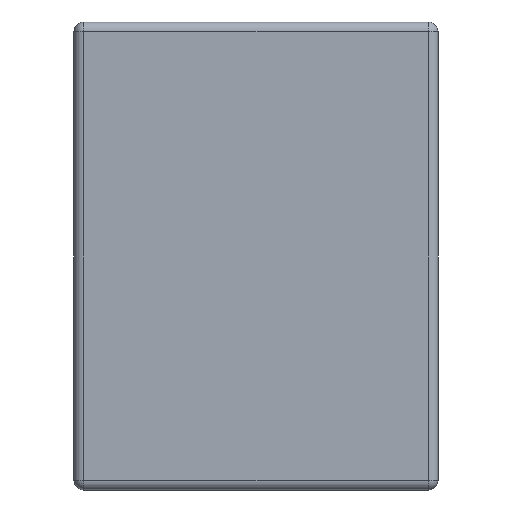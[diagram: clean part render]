
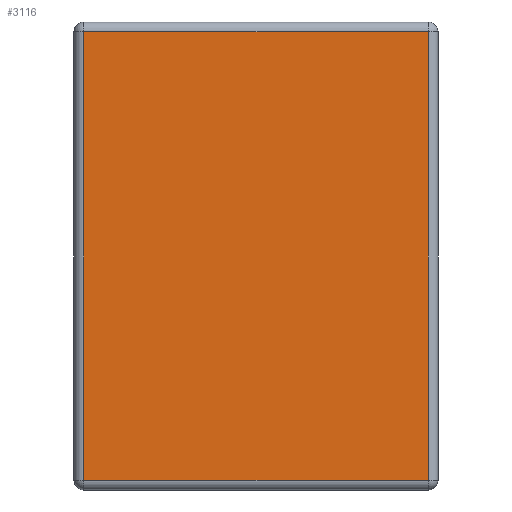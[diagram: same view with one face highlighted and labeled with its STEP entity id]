
A CAD part, left-side view. The second image highlights one B-rep face of the part: STEP entity #3116.
In plain terms, the highlighted planar face has unit normal (-1, 0, 0).
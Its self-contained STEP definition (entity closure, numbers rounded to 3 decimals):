
#79 = LINE ( 'NONE', #3253, #4012 ) ;
#81 = CARTESIAN_POINT ( 'NONE',  ( 0., 2.044, -0.056 ) ) ;
#285 = CARTESIAN_POINT ( 'NONE',  ( 0., 2.044, -2.644 ) ) ;
#463 = VECTOR ( 'NONE', #733, 1000. ) ;
#733 = DIRECTION ( 'NONE',  ( 0., 1., 0. ) ) ;
#750 = LINE ( 'NONE', #3392, #3490 ) ;
#770 = FACE_OUTER_BOUND ( 'NONE', #2773, .T. ) ;
#890 = ORIENTED_EDGE ( 'NONE', *, *, #961, .T. ) ;
#961 = EDGE_CURVE ( 'NONE', #4146, #4131, #2924, .T. ) ;
#1197 = EDGE_CURVE ( 'NONE', #4131, #2460, #79, .T. ) ;
#1260 = VECTOR ( 'NONE', #3800, 1000. ) ;
#1265 = CARTESIAN_POINT ( 'NONE',  ( 0., 0., -2.644 ) ) ;
#1493 = LINE ( 'NONE', #1265, #1260 ) ;
#1506 = DIRECTION ( 'NONE',  ( 0., 0., -1. ) ) ;
#1592 = DIRECTION ( 'NONE',  ( 0., 0., 1. ) ) ;
#1655 = CARTESIAN_POINT ( 'NONE',  ( 0., 0., 0. ) ) ;
#1758 = ORIENTED_EDGE ( 'NONE', *, *, #1197, .T. ) ;
#1791 = CARTESIAN_POINT ( 'NONE',  ( 0., 2.1, -0.056 ) ) ;
#1966 = EDGE_CURVE ( 'NONE', #2460, #3425, #1493, .T. ) ;
#2419 = ORIENTED_EDGE ( 'NONE', *, *, #2449, .T. ) ;
#2449 = EDGE_CURVE ( 'NONE', #3425, #4146, #750, .T. ) ;
#2460 = VERTEX_POINT ( 'NONE', #285 ) ;
#2649 = CARTESIAN_POINT ( 'NONE',  ( 0., 0.056, -0.056 ) ) ;
#2773 = EDGE_LOOP ( 'NONE', ( #3003, #2419, #890, #1758 ) ) ;
#2924 = LINE ( 'NONE', #1791, #463 ) ;
#3003 = ORIENTED_EDGE ( 'NONE', *, *, #1966, .T. ) ;
#3116 = ADVANCED_FACE ( 'NONE', ( #770 ), #3928, .T. ) ;
#3253 = CARTESIAN_POINT ( 'NONE',  ( 0., 2.044, -2.7 ) ) ;
#3392 = CARTESIAN_POINT ( 'NONE',  ( 0., 0.056, 0. ) ) ;
#3425 = VERTEX_POINT ( 'NONE', #4228 ) ;
#3428 = AXIS2_PLACEMENT_3D ( 'NONE', #1655, #3912, #4179 ) ;
#3490 = VECTOR ( 'NONE', #1592, 1000. ) ;
#3800 = DIRECTION ( 'NONE',  ( 0., -1., 0. ) ) ;
#3912 = DIRECTION ( 'NONE',  ( -1., 0., 0. ) ) ;
#3928 = PLANE ( 'NONE',  #3428 ) ;
#4012 = VECTOR ( 'NONE', #1506, 1000. ) ;
#4131 = VERTEX_POINT ( 'NONE', #81 ) ;
#4146 = VERTEX_POINT ( 'NONE', #2649 ) ;
#4179 = DIRECTION ( 'NONE',  ( 0., 0., 1. ) ) ;
#4228 = CARTESIAN_POINT ( 'NONE',  ( 0., 0.056, -2.644 ) ) ;
